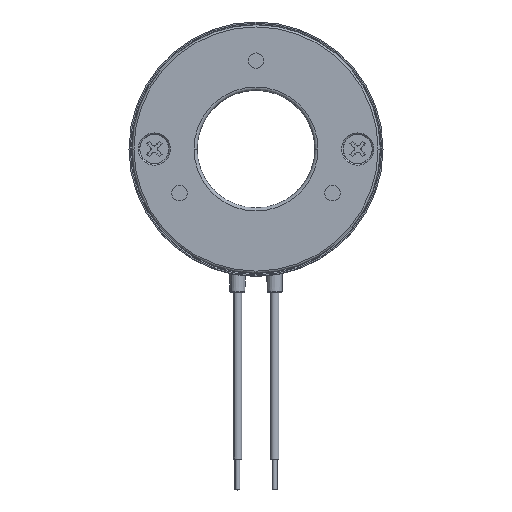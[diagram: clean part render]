
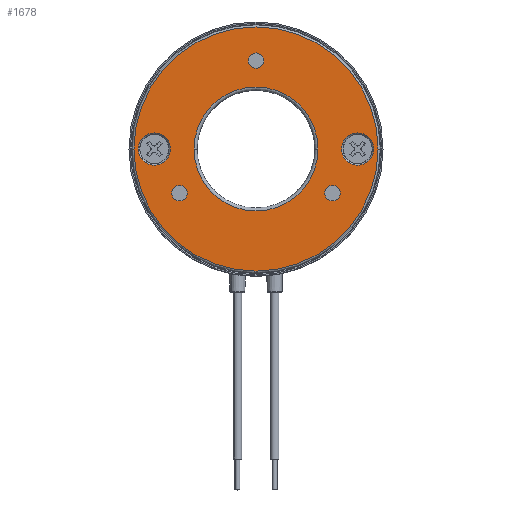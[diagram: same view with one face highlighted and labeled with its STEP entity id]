
A CAD part, top view. The second image highlights one B-rep face of the part: STEP entity #1678.
In plain terms, the highlighted planar face has unit normal (0, 0, 1).
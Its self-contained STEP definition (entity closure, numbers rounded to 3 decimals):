
#17 = EDGE_LOOP ( 'NONE', ( #7009, #6374 ) ) ;
#169 = DIRECTION ( 'NONE',  ( 1., 0., 0. ) ) ;
#207 = CARTESIAN_POINT ( 'NONE',  ( -19., 0., 0. ) ) ;
#471 = CARTESIAN_POINT ( 'NONE',  ( 11.091, -7.125, 0. ) ) ;
#567 = CARTESIAN_POINT ( 'NONE',  ( 1.25, 14.25, 0. ) ) ;
#569 = VERTEX_POINT ( 'NONE', #471 ) ;
#577 = DIRECTION ( 'NONE',  ( 0., 0., 1. ) ) ;
#613 = VERTEX_POINT ( 'NONE', #567 ) ;
#664 = AXIS2_PLACEMENT_3D ( 'NONE', #825, #1445, #1575 ) ;
#794 = ORIENTED_EDGE ( 'NONE', *, *, #5928, .F. ) ;
#825 = CARTESIAN_POINT ( 'NONE',  ( 0., 0., 0. ) ) ;
#850 = CARTESIAN_POINT ( 'NONE',  ( 0., 14.25, 0. ) ) ;
#884 = DIRECTION ( 'NONE',  ( 0., 0., 1. ) ) ;
#910 = CIRCLE ( 'NONE', #7941, 2.6 ) ;
#971 = EDGE_LOOP ( 'NONE', ( #3058, #7247 ) ) ;
#996 = FACE_BOUND ( 'NONE', #7485, .T. ) ;
#1001 = AXIS2_PLACEMENT_3D ( 'NONE', #1849, #4478, #7105 ) ;
#1062 = VERTEX_POINT ( 'NONE', #5725 ) ;
#1124 = VERTEX_POINT ( 'NONE', #6058 ) ;
#1134 = VERTEX_POINT ( 'NONE', #207 ) ;
#1220 = DIRECTION ( 'NONE',  ( 0., 0., -1. ) ) ;
#1256 = VERTEX_POINT ( 'NONE', #5575 ) ;
#1412 = ORIENTED_EDGE ( 'NONE', *, *, #2828, .T. ) ;
#1425 = CIRCLE ( 'NONE', #1833, 1.25 ) ;
#1445 = DIRECTION ( 'NONE',  ( 0., 0., 1. ) ) ;
#1489 = CIRCLE ( 'NONE', #6306, 2.6 ) ;
#1518 = DIRECTION ( 'NONE',  ( 1., 0., 0. ) ) ;
#1521 = DIRECTION ( 'NONE',  ( 1., 0., 0. ) ) ;
#1541 = VERTEX_POINT ( 'NONE', #7353 ) ;
#1545 = AXIS2_PLACEMENT_3D ( 'NONE', #4352, #4942, #5635 ) ;
#1575 = DIRECTION ( 'NONE',  ( -1., 0., 0. ) ) ;
#1663 = FACE_BOUND ( 'NONE', #8451, .T. ) ;
#1678 = ADVANCED_FACE ( 'NONE', ( #2022, #1663, #4303, #6917, #996, #3657, #2675 ), #5296, .F. ) ;
#1773 = EDGE_CURVE ( 'NONE', #1541, #1256, #5948, .T. ) ;
#1778 = CIRCLE ( 'NONE', #664, 19.7 ) ;
#1826 = CARTESIAN_POINT ( 'NONE',  ( 0., 9.5, 0. ) ) ;
#1833 = AXIS2_PLACEMENT_3D ( 'NONE', #3364, #577, #2065 ) ;
#1849 = CARTESIAN_POINT ( 'NONE',  ( 12.341, -7.125, 0. ) ) ;
#1866 = CARTESIAN_POINT ( 'NONE',  ( -12.341, -7.125, 0. ) ) ;
#2022 = FACE_OUTER_BOUND ( 'NONE', #17, .T. ) ;
#2065 = DIRECTION ( 'NONE',  ( 1., 0., 0. ) ) ;
#2115 = AXIS2_PLACEMENT_3D ( 'NONE', #5507, #7504, #8126 ) ;
#2167 = VERTEX_POINT ( 'NONE', #6381 ) ;
#2214 = CARTESIAN_POINT ( 'NONE',  ( 12.341, -7.125, 0. ) ) ;
#2231 = ORIENTED_EDGE ( 'NONE', *, *, #3313, .F. ) ;
#2232 = EDGE_CURVE ( 'NONE', #1124, #569, #4199, .T. ) ;
#2488 = AXIS2_PLACEMENT_3D ( 'NONE', #5303, #884, #1518 ) ;
#2493 = CIRCLE ( 'NONE', #1545, 1.25 ) ;
#2552 = DIRECTION ( 'NONE',  ( 0., 0., 1. ) ) ;
#2675 = FACE_BOUND ( 'NONE', #971, .T. ) ;
#2681 = DIRECTION ( 'NONE',  ( 0., 0., -1. ) ) ;
#2695 = ORIENTED_EDGE ( 'NONE', *, *, #2729, .F. ) ;
#2729 = EDGE_CURVE ( 'NONE', #613, #1062, #1425, .T. ) ;
#2827 = EDGE_LOOP ( 'NONE', ( #794, #6114 ) ) ;
#2828 = EDGE_CURVE ( 'NONE', #2867, #4936, #5275, .T. ) ;
#2841 = AXIS2_PLACEMENT_3D ( 'NONE', #850, #6685, #5354 ) ;
#2867 = VERTEX_POINT ( 'NONE', #6841 ) ;
#3015 = CIRCLE ( 'NONE', #4528, 1.25 ) ;
#3042 = ORIENTED_EDGE ( 'NONE', *, *, #6490, .F. ) ;
#3055 = EDGE_LOOP ( 'NONE', ( #5290, #6807 ) ) ;
#3058 = ORIENTED_EDGE ( 'NONE', *, *, #4595, .F. ) ;
#3313 = EDGE_CURVE ( 'NONE', #1062, #613, #5596, .T. ) ;
#3364 = CARTESIAN_POINT ( 'NONE',  ( 0., 14.25, 0. ) ) ;
#3431 = ORIENTED_EDGE ( 'NONE', *, *, #2232, .F. ) ;
#3481 = DIRECTION ( 'NONE',  ( 0., 0., 1. ) ) ;
#3657 = FACE_BOUND ( 'NONE', #2827, .T. ) ;
#3800 = VERTEX_POINT ( 'NONE', #4706 ) ;
#3954 = CARTESIAN_POINT ( 'NONE',  ( 0., 0., 0. ) ) ;
#3970 = AXIS2_PLACEMENT_3D ( 'NONE', #3954, #2552, #6395 ) ;
#3973 = VERTEX_POINT ( 'NONE', #4753 ) ;
#4046 = AXIS2_PLACEMENT_3D ( 'NONE', #1866, #7126, #6526 ) ;
#4070 = EDGE_CURVE ( 'NONE', #4936, #2867, #7510, .T. ) ;
#4117 = CARTESIAN_POINT ( 'NONE',  ( -16.4, 0., 0. ) ) ;
#4166 = EDGE_CURVE ( 'NONE', #2167, #8494, #7380, .T. ) ;
#4199 = CIRCLE ( 'NONE', #1001, 1.25 ) ;
#4303 = FACE_BOUND ( 'NONE', #5313, .T. ) ;
#4352 = CARTESIAN_POINT ( 'NONE',  ( -12.341, -7.125, 0. ) ) ;
#4478 = DIRECTION ( 'NONE',  ( 0., 0., 1. ) ) ;
#4504 = AXIS2_PLACEMENT_3D ( 'NONE', #5281, #3481, #169 ) ;
#4528 = AXIS2_PLACEMENT_3D ( 'NONE', #2214, #6744, #5360 ) ;
#4595 = EDGE_CURVE ( 'NONE', #3800, #1134, #1489, .T. ) ;
#4692 = CIRCLE ( 'NONE', #2488, 2.6 ) ;
#4706 = CARTESIAN_POINT ( 'NONE',  ( -13.8, 0., 0. ) ) ;
#4753 = CARTESIAN_POINT ( 'NONE',  ( 19.7, 0., 0. ) ) ;
#4863 = CARTESIAN_POINT ( 'NONE',  ( 19., 0., 0. ) ) ;
#4936 = VERTEX_POINT ( 'NONE', #7169 ) ;
#4942 = DIRECTION ( 'NONE',  ( 0., 0., 1. ) ) ;
#5072 = DIRECTION ( 'NONE',  ( 1., 0., 0. ) ) ;
#5192 = EDGE_CURVE ( 'NONE', #6488, #3973, #8479, .T. ) ;
#5275 = CIRCLE ( 'NONE', #2115, 10. ) ;
#5281 = CARTESIAN_POINT ( 'NONE',  ( 16.4, 0., 0. ) ) ;
#5290 = ORIENTED_EDGE ( 'NONE', *, *, #5985, .F. ) ;
#5296 = PLANE ( 'NONE',  #7717 ) ;
#5303 = CARTESIAN_POINT ( 'NONE',  ( 16.4, 0., 0. ) ) ;
#5313 = EDGE_LOOP ( 'NONE', ( #3431, #3042 ) ) ;
#5354 = DIRECTION ( 'NONE',  ( 1., 0., 0. ) ) ;
#5360 = DIRECTION ( 'NONE',  ( 1., 0., 0. ) ) ;
#5507 = CARTESIAN_POINT ( 'NONE',  ( 0., 0., 0. ) ) ;
#5526 = CARTESIAN_POINT ( 'NONE',  ( -19.7, 0., 0. ) ) ;
#5575 = CARTESIAN_POINT ( 'NONE',  ( -11.091, -7.125, 0. ) ) ;
#5596 = CIRCLE ( 'NONE', #2841, 1.25 ) ;
#5619 = DIRECTION ( 'NONE',  ( -1., 0., 0. ) ) ;
#5635 = DIRECTION ( 'NONE',  ( 1., 0., 0. ) ) ;
#5725 = CARTESIAN_POINT ( 'NONE',  ( -1.25, 14.25, 0. ) ) ;
#5928 = EDGE_CURVE ( 'NONE', #8494, #2167, #4692, .T. ) ;
#5948 = CIRCLE ( 'NONE', #4046, 1.25 ) ;
#5985 = EDGE_CURVE ( 'NONE', #1256, #1541, #2493, .T. ) ;
#6058 = CARTESIAN_POINT ( 'NONE',  ( 13.591, -7.125, 0. ) ) ;
#6114 = ORIENTED_EDGE ( 'NONE', *, *, #4166, .F. ) ;
#6306 = AXIS2_PLACEMENT_3D ( 'NONE', #8331, #8260, #5072 ) ;
#6374 = ORIENTED_EDGE ( 'NONE', *, *, #7987, .T. ) ;
#6381 = CARTESIAN_POINT ( 'NONE',  ( 13.8, 0., 0. ) ) ;
#6395 = DIRECTION ( 'NONE',  ( -1., 0., 0. ) ) ;
#6488 = VERTEX_POINT ( 'NONE', #5526 ) ;
#6490 = EDGE_CURVE ( 'NONE', #569, #1124, #3015, .T. ) ;
#6526 = DIRECTION ( 'NONE',  ( 1., 0., 0. ) ) ;
#6590 = CARTESIAN_POINT ( 'NONE',  ( 0., 0., 0. ) ) ;
#6685 = DIRECTION ( 'NONE',  ( 0., 0., 1. ) ) ;
#6732 = DIRECTION ( 'NONE',  ( 0., 0., 1. ) ) ;
#6744 = DIRECTION ( 'NONE',  ( 0., 0., 1. ) ) ;
#6767 = EDGE_CURVE ( 'NONE', #1134, #3800, #910, .T. ) ;
#6807 = ORIENTED_EDGE ( 'NONE', *, *, #1773, .F. ) ;
#6841 = CARTESIAN_POINT ( 'NONE',  ( 10., 0., 0. ) ) ;
#6917 = FACE_BOUND ( 'NONE', #3055, .T. ) ;
#7009 = ORIENTED_EDGE ( 'NONE', *, *, #5192, .T. ) ;
#7105 = DIRECTION ( 'NONE',  ( 1., 0., 0. ) ) ;
#7126 = DIRECTION ( 'NONE',  ( 0., 0., 1. ) ) ;
#7135 = ORIENTED_EDGE ( 'NONE', *, *, #4070, .T. ) ;
#7169 = CARTESIAN_POINT ( 'NONE',  ( -10., 0., 0. ) ) ;
#7247 = ORIENTED_EDGE ( 'NONE', *, *, #6767, .F. ) ;
#7353 = CARTESIAN_POINT ( 'NONE',  ( -13.591, -7.125, 0. ) ) ;
#7380 = CIRCLE ( 'NONE', #4504, 2.6 ) ;
#7485 = EDGE_LOOP ( 'NONE', ( #2695, #2231 ) ) ;
#7504 = DIRECTION ( 'NONE',  ( 0., 0., -1. ) ) ;
#7510 = CIRCLE ( 'NONE', #8482, 10. ) ;
#7717 = AXIS2_PLACEMENT_3D ( 'NONE', #1826, #1220, #5619 ) ;
#7917 = DIRECTION ( 'NONE',  ( -1., 0., 0. ) ) ;
#7941 = AXIS2_PLACEMENT_3D ( 'NONE', #4117, #6732, #1521 ) ;
#7987 = EDGE_CURVE ( 'NONE', #3973, #6488, #1778, .T. ) ;
#8126 = DIRECTION ( 'NONE',  ( -1., 0., 0. ) ) ;
#8260 = DIRECTION ( 'NONE',  ( 0., 0., 1. ) ) ;
#8331 = CARTESIAN_POINT ( 'NONE',  ( -16.4, 0., 0. ) ) ;
#8451 = EDGE_LOOP ( 'NONE', ( #7135, #1412 ) ) ;
#8479 = CIRCLE ( 'NONE', #3970, 19.7 ) ;
#8482 = AXIS2_PLACEMENT_3D ( 'NONE', #6590, #2681, #7917 ) ;
#8494 = VERTEX_POINT ( 'NONE', #4863 ) ;
